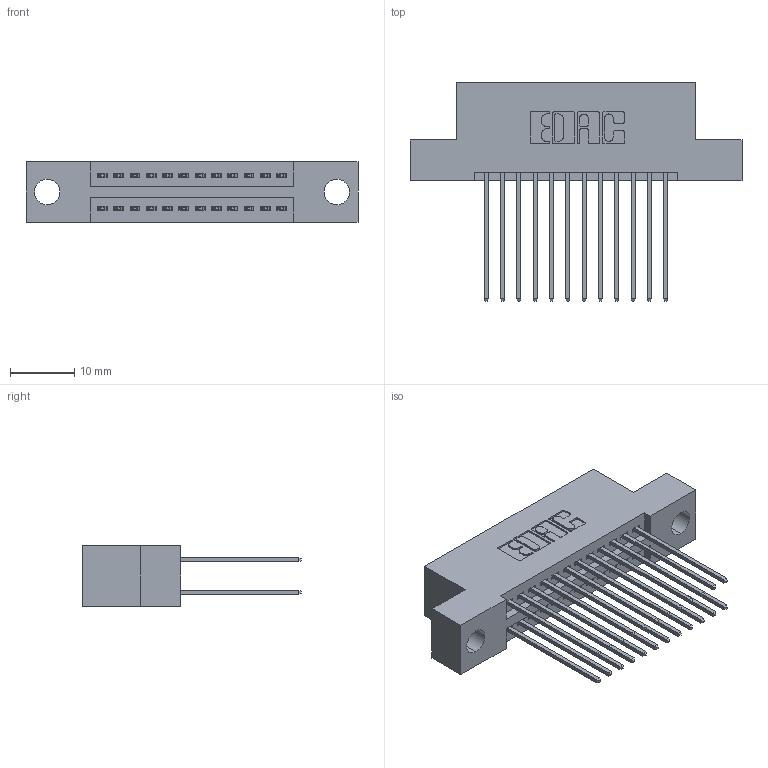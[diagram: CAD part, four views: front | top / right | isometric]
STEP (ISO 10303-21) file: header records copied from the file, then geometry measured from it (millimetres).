
FILE_DESCRIPTION (( 'STEP AP203' ), '1' );
FILE_NAME ('395-024-541-204.STEP', '2021-06-16T19:11:16', ( '' ), ( '' ), 'SwSTEP 2.0', 'SolidWorks 2020', '' );
FILE_SCHEMA (( 'CONFIG_CONTROL_DESIGN' ));
Length unit declared in the file: inch
Products named in the file (3): 345-292-001_345-293-141; 345 Part_Flush Mounting Lugs - 0.156 Dia-TI; 395-024-541-204
Assembly tree (25 placements, depth 2):
  395-024-541-204
    345 Part_Flush Mounting Lugs - 0.156 Dia-TI
    345-292-001_345-293-141  x24
Bounding box: 51.69 x 33.96 x 9.4 mm (x, y, z)
Volume: 4774.4 mm3; surface area: 6975.2 mm2
Topology: 25 solids, 25 shells, 1340 faces, 3953 edges, 2602 vertices
Faces by surface type: plane 886, cylinder 454
Entity records: 13891 total; most frequent: CARTESIAN_POINT 2362, ORIENTED_EDGE 2294, DIRECTION 2119, EDGE_CURVE 1147, VECTOR 967, LINE 967, VERTEX_POINT 762, AXIS2_PLACEMENT_3D 576
